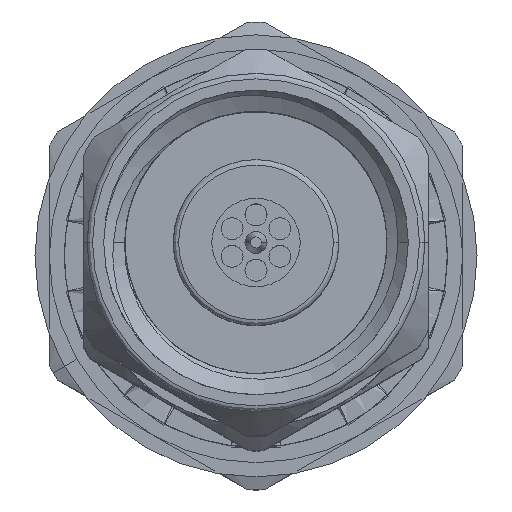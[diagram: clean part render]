
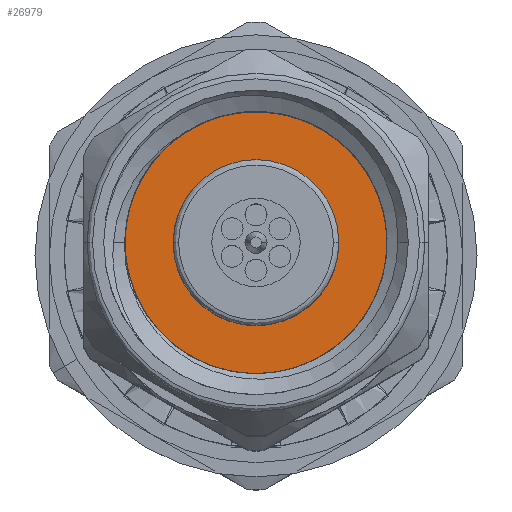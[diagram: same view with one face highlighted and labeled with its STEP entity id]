
A CAD part, top view. The second image highlights one B-rep face of the part: STEP entity #26979.
In plain terms, the highlighted face is planar.
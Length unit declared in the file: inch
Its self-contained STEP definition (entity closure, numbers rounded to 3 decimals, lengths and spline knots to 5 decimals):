
#2395 = CIRCLE ( 'NONE', #36881, 0.1378 ) ;
#4676 = DIRECTION ( 'NONE',  ( 0., 0., 1. ) ) ;
#5565 = ORIENTED_EDGE ( 'NONE', *, *, #27480, .T. ) ;
#6739 = AXIS2_PLACEMENT_3D ( 'NONE', #23087, #10671, #4676 ) ;
#8665 = DIRECTION ( 'NONE',  ( -1., 0., 0. ) ) ;
#10671 = DIRECTION ( 'NONE',  ( -1., 0., 0. ) ) ;
#14195 = EDGE_CURVE ( 'NONE', #33602, #19414, #2395, .T. ) ;
#18020 = PLANE ( 'NONE',  #6739 ) ;
#19414 = VERTEX_POINT ( 'NONE', #37464 ) ;
#22638 = CARTESIAN_POINT ( 'NONE',  ( 0.3, 0., 0. ) ) ;
#23087 = CARTESIAN_POINT ( 'NONE',  ( 0.3, 0., 0. ) ) ;
#25271 = AXIS2_PLACEMENT_3D ( 'NONE', #36066, #8665, #36466 ) ;
#26979 = ADVANCED_FACE ( 'NONE', ( #35279 ), #18020, .T. ) ;
#27480 = EDGE_CURVE ( 'NONE', #19414, #33602, #35497, .T. ) ;
#29476 = EDGE_LOOP ( 'NONE', ( #30062, #5565 ) ) ;
#30062 = ORIENTED_EDGE ( 'NONE', *, *, #14195, .T. ) ;
#31843 = DIRECTION ( 'NONE',  ( 0., 0., 1. ) ) ;
#32033 = DIRECTION ( 'NONE',  ( -1., 0., 0. ) ) ;
#32905 = CARTESIAN_POINT ( 'NONE',  ( 0.3, 0., 0.1378 ) ) ;
#33602 = VERTEX_POINT ( 'NONE', #32905 ) ;
#35279 = FACE_OUTER_BOUND ( 'NONE', #29476, .T. ) ;
#35497 = CIRCLE ( 'NONE', #25271, 0.1378 ) ;
#36066 = CARTESIAN_POINT ( 'NONE',  ( 0.3, 0., 0. ) ) ;
#36466 = DIRECTION ( 'NONE',  ( 0., 0., 1. ) ) ;
#36881 = AXIS2_PLACEMENT_3D ( 'NONE', #22638, #32033, #31843 ) ;
#37464 = CARTESIAN_POINT ( 'NONE',  ( 0.3, 0., -0.1378 ) ) ;
